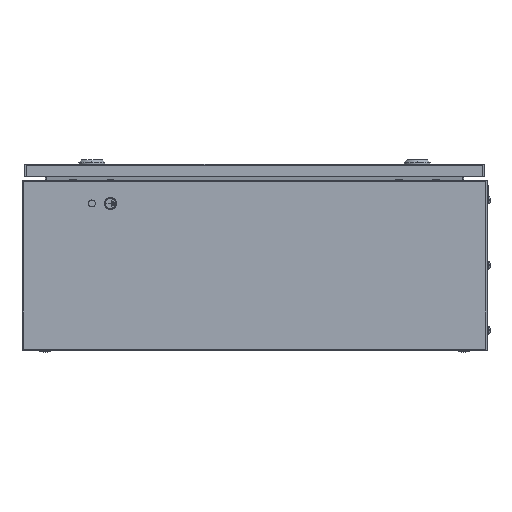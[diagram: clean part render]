
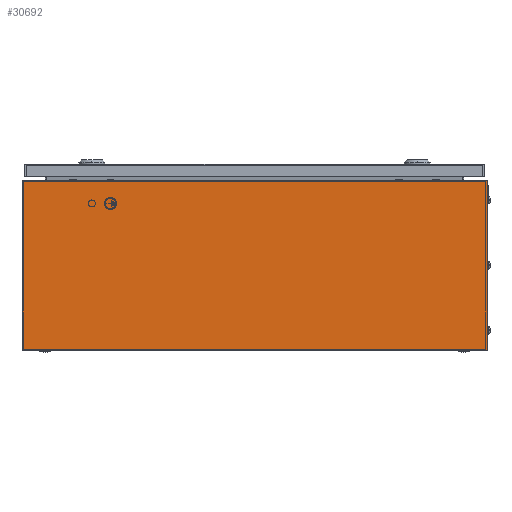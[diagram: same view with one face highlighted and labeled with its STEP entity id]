
A CAD part, left-side view. The second image highlights one B-rep face of the part: STEP entity #30692.
In plain terms, the highlighted planar face has unit normal (-1, 0, 0).
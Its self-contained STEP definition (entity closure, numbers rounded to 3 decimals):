
#553 = PLANE ( 'NONE',  #45126 ) ;
#638 = VERTEX_POINT ( 'NONE', #5136 ) ;
#691 = EDGE_CURVE ( 'NONE', #638, #28571, #60192, .T. ) ;
#1955 = DIRECTION ( 'NONE',  ( 0., 0., -1. ) ) ;
#3273 = CARTESIAN_POINT ( 'NONE',  ( 0., 0., 0. ) ) ;
#3616 = LINE ( 'NONE', #40679, #45001 ) ;
#5136 = CARTESIAN_POINT ( 'NONE',  ( 0., 0., 183. ) ) ;
#6071 = FACE_OUTER_BOUND ( 'NONE', #41651, .T. ) ;
#6265 = ORIENTED_EDGE ( 'NONE', *, *, #25356, .T. ) ;
#13575 = VERTEX_POINT ( 'NONE', #56031 ) ;
#14351 = DIRECTION ( 'NONE',  ( 0., -1., 0. ) ) ;
#17541 = DIRECTION ( 'NONE',  ( 1., 0., 0. ) ) ;
#17803 = EDGE_CURVE ( 'NONE', #13575, #638, #3616, .T. ) ;
#18871 = LINE ( 'NONE', #3273, #26586 ) ;
#21333 = ORIENTED_EDGE ( 'NONE', *, *, #17803, .F. ) ;
#23394 = CARTESIAN_POINT ( 'NONE',  ( 0., 0., 0. ) ) ;
#24456 = DIRECTION ( 'NONE',  ( 0., 0., -1. ) ) ;
#25356 = EDGE_CURVE ( 'NONE', #13575, #39647, #60488, .T. ) ;
#26586 = VECTOR ( 'NONE', #41019, 1000. ) ;
#27600 = CARTESIAN_POINT ( 'NONE',  ( 0., 0., 183. ) ) ;
#28318 = VECTOR ( 'NONE', #24456, 1000. ) ;
#28571 = VERTEX_POINT ( 'NONE', #23394 ) ;
#30692 = ADVANCED_FACE ( 'NONE', ( #6071 ), #553, .F. ) ;
#39647 = VERTEX_POINT ( 'NONE', #49526 ) ;
#39847 = VECTOR ( 'NONE', #54330, 1000. ) ;
#40679 = CARTESIAN_POINT ( 'NONE',  ( 0., 0., 183. ) ) ;
#41019 = DIRECTION ( 'NONE',  ( 0., -1., 0. ) ) ;
#41651 = EDGE_LOOP ( 'NONE', ( #54098, #42995, #21333, #6265 ) ) ;
#42995 = ORIENTED_EDGE ( 'NONE', *, *, #691, .F. ) ;
#43592 = CARTESIAN_POINT ( 'NONE',  ( 0., 0., 183. ) ) ;
#45001 = VECTOR ( 'NONE', #14351, 1000. ) ;
#45126 = AXIS2_PLACEMENT_3D ( 'NONE', #27600, #17541, #1955 ) ;
#49526 = CARTESIAN_POINT ( 'NONE',  ( 0., 500., 0. ) ) ;
#54098 = ORIENTED_EDGE ( 'NONE', *, *, #68430, .T. ) ;
#54330 = DIRECTION ( 'NONE',  ( 0., 0., -1. ) ) ;
#56031 = CARTESIAN_POINT ( 'NONE',  ( 0., 500., 183. ) ) ;
#60192 = LINE ( 'NONE', #43592, #39847 ) ;
#60488 = LINE ( 'NONE', #67003, #28318 ) ;
#67003 = CARTESIAN_POINT ( 'NONE',  ( 0., 500., 183. ) ) ;
#68430 = EDGE_CURVE ( 'NONE', #39647, #28571, #18871, .T. ) ;
